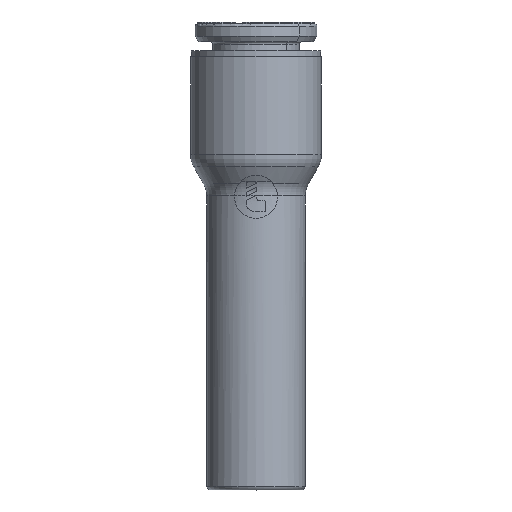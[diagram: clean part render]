
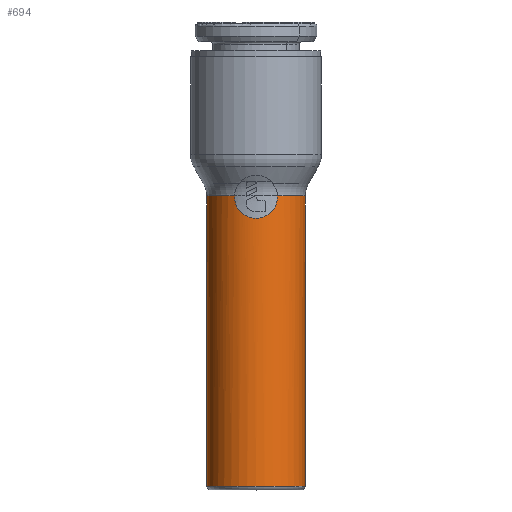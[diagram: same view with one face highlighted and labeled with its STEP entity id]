
A CAD part, top view. The second image highlights one B-rep face of the part: STEP entity #694.
In plain terms, the highlighted cylindrical face has radius 4 mm (diameter 8 mm), a partial arc.
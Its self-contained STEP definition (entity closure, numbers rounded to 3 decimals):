
#694=ADVANCED_FACE('',(#1907),#1908,.T.);
#1907=FACE_OUTER_BOUND('',#4668,.T.);
#1908=CYLINDRICAL_SURFACE('',#4669,4.0);
#4668=EDGE_LOOP('',(#9270,#9271,#9272,#9273,#9274,#9275,#9276));
#4669=AXIS2_PLACEMENT_3D('',#9277,#9278,#9279);
#9270=ORIENTED_EDGE('',*,*,#11314,.T.);
#9271=ORIENTED_EDGE('',*,*,#11305,.F.);
#9272=ORIENTED_EDGE('',*,*,#11408,.T.);
#9273=ORIENTED_EDGE('',*,*,#11409,.T.);
#9274=ORIENTED_EDGE('',*,*,#11410,.F.);
#9275=ORIENTED_EDGE('',*,*,#11411,.F.);
#9276=ORIENTED_EDGE('',*,*,#11407,.T.);
#9277=CARTESIAN_POINT('',(0.0,-37.013,0.0));
#9278=DIRECTION('',(0.0,-1.0,-0.0));
#9279=DIRECTION('',(1.0,0.0,0.0));
#11305=EDGE_CURVE('',#13852,#13854,#13855,.T.);
#11314=EDGE_CURVE('',#13869,#13854,#13870,.T.);
#11407=EDGE_CURVE('',#13903,#13869,#14024,.T.);
#11408=EDGE_CURVE('',#13852,#14025,#14026,.T.);
#11409=EDGE_CURVE('',#14025,#14027,#14028,.T.);
#11410=EDGE_CURVE('',#13859,#14027,#14029,.T.);
#11411=EDGE_CURVE('',#13903,#13859,#14030,.T.);
#13852=VERTEX_POINT('',#18698);
#13854=VERTEX_POINT('',#18700);
#13855=CIRCLE('',#18701,4.0);
#13859=VERTEX_POINT('',#18719);
#13869=VERTEX_POINT('',#18763);
#13870=B_SPLINE_CURVE_WITH_KNOTS('',3,(#18764,#18765,#18766,#18767,#18768,#18769,#18770,#18771,#18772,#18773,#18774,#18775,#18776,#18777,#18778,#18779,#18780,#18781,#18782,#18783,#18784,#18785,#18786,#18787,#18788,#18789,#18790,#18791,#18792),.UNSPECIFIED.,.F.,.F.,(4,1,1,1,1,1,1,1,1,1,1,1,1,1,1,1,1,1,1,1,1,1,1,1,1,1,4),(0.0,0.038,0.077,0.115,0.154,0.192,0.231,0.269,0.308,0.346,0.385,0.423,0.462,0.5,0.538,0.577,0.615,0.654,0.692,0.731,0.769,0.808,0.846,0.885,0.923,0.962,1.0),.UNSPECIFIED.);
#13903=VERTEX_POINT('',#18983);
#14024=B_SPLINE_CURVE_WITH_KNOTS('',3,(#19488,#19489,#19490,#19491,#19492,#19493,#19494,#19495,#19496,#19497,#19498,#19499,#19500,#19501,#19502,#19503,#19504,#19505,#19506,#19507,#19508,#19509,#19510,#19511,#19512,#19513,#19514,#19515,#19516),.UNSPECIFIED.,.F.,.F.,(4,1,1,1,1,1,1,1,1,1,1,1,1,1,1,1,1,1,1,1,1,1,1,1,1,1,4),(0.0,0.038,0.077,0.115,0.154,0.192,0.231,0.269,0.308,0.346,0.385,0.423,0.462,0.5,0.538,0.577,0.615,0.654,0.692,0.731,0.769,0.808,0.846,0.885,0.923,0.962,1.0),.UNSPECIFIED.);
#14025=VERTEX_POINT('',#19517);
#14026=LINE('',#19518,#19519);
#14027=VERTEX_POINT('',#19520);
#14028=CIRCLE('',#19521,4.0);
#14029=LINE('',#19522,#19523);
#14030=CIRCLE('',#19524,4.0);
#18698=CARTESIAN_POINT('',(-4.0,-11.331,0.0));
#18700=CARTESIAN_POINT('',(-1.749,-11.331,3.598));
#18701=AXIS2_PLACEMENT_3D('',#21951,#21952,#21953);
#18719=CARTESIAN_POINT('',(4.0,-11.331,0.0));
#18763=CARTESIAN_POINT('',(0.0,-13.15,4.0));
#18764=CARTESIAN_POINT('',(0.0,-13.15,4.0));
#18765=CARTESIAN_POINT('',(-0.035,-13.15,4.0));
#18766=CARTESIAN_POINT('',(-0.105,-13.148,3.999));
#18767=CARTESIAN_POINT('',(-0.21,-13.138,3.995));
#18768=CARTESIAN_POINT('',(-0.314,-13.123,3.988));
#18769=CARTESIAN_POINT('',(-0.418,-13.101,3.979));
#18770=CARTESIAN_POINT('',(-0.52,-13.072,3.966));
#18771=CARTESIAN_POINT('',(-0.622,-13.037,3.952));
#18772=CARTESIAN_POINT('',(-0.722,-12.995,3.935));
#18773=CARTESIAN_POINT('',(-0.821,-12.947,3.915));
#18774=CARTESIAN_POINT('',(-0.917,-12.892,3.894));
#18775=CARTESIAN_POINT('',(-1.01,-12.831,3.871));
#18776=CARTESIAN_POINT('',(-1.1,-12.763,3.846));
#18777=CARTESIAN_POINT('',(-1.185,-12.689,3.821));
#18778=CARTESIAN_POINT('',(-1.266,-12.61,3.795));
#18779=CARTESIAN_POINT('',(-1.342,-12.526,3.769));
#18780=CARTESIAN_POINT('',(-1.411,-12.437,3.743));
#18781=CARTESIAN_POINT('',(-1.475,-12.344,3.718));
#18782=CARTESIAN_POINT('',(-1.532,-12.248,3.695));
#18783=CARTESIAN_POINT('',(-1.582,-12.15,3.674));
#18784=CARTESIAN_POINT('',(-1.626,-12.05,3.655));
#18785=CARTESIAN_POINT('',(-1.663,-11.949,3.638));
#18786=CARTESIAN_POINT('',(-1.693,-11.847,3.624));
#18787=CARTESIAN_POINT('',(-1.717,-11.744,3.613));
#18788=CARTESIAN_POINT('',(-1.734,-11.641,3.604));
#18789=CARTESIAN_POINT('',(-1.746,-11.538,3.599));
#18790=CARTESIAN_POINT('',(-1.751,-11.434,3.597));
#18791=CARTESIAN_POINT('',(-1.75,-11.365,3.597));
#18792=CARTESIAN_POINT('',(-1.749,-11.331,3.598));
#18983=CARTESIAN_POINT('',(1.749,-11.331,3.598));
#19488=CARTESIAN_POINT('',(1.749,-11.331,3.598));
#19489=CARTESIAN_POINT('',(1.75,-11.365,3.597));
#19490=CARTESIAN_POINT('',(1.751,-11.434,3.597));
#19491=CARTESIAN_POINT('',(1.746,-11.538,3.599));
#19492=CARTESIAN_POINT('',(1.734,-11.641,3.604));
#19493=CARTESIAN_POINT('',(1.717,-11.744,3.613));
#19494=CARTESIAN_POINT('',(1.693,-11.847,3.624));
#19495=CARTESIAN_POINT('',(1.663,-11.949,3.638));
#19496=CARTESIAN_POINT('',(1.626,-12.05,3.655));
#19497=CARTESIAN_POINT('',(1.582,-12.15,3.674));
#19498=CARTESIAN_POINT('',(1.532,-12.248,3.695));
#19499=CARTESIAN_POINT('',(1.475,-12.344,3.718));
#19500=CARTESIAN_POINT('',(1.411,-12.437,3.743));
#19501=CARTESIAN_POINT('',(1.342,-12.526,3.769));
#19502=CARTESIAN_POINT('',(1.266,-12.61,3.795));
#19503=CARTESIAN_POINT('',(1.185,-12.689,3.821));
#19504=CARTESIAN_POINT('',(1.1,-12.763,3.846));
#19505=CARTESIAN_POINT('',(1.01,-12.831,3.871));
#19506=CARTESIAN_POINT('',(0.917,-12.892,3.894));
#19507=CARTESIAN_POINT('',(0.821,-12.947,3.915));
#19508=CARTESIAN_POINT('',(0.722,-12.995,3.935));
#19509=CARTESIAN_POINT('',(0.622,-13.037,3.952));
#19510=CARTESIAN_POINT('',(0.52,-13.072,3.966));
#19511=CARTESIAN_POINT('',(0.418,-13.101,3.979));
#19512=CARTESIAN_POINT('',(0.314,-13.123,3.988));
#19513=CARTESIAN_POINT('',(0.21,-13.138,3.995));
#19514=CARTESIAN_POINT('',(0.105,-13.148,3.999));
#19515=CARTESIAN_POINT('',(0.035,-13.15,4.0));
#19516=CARTESIAN_POINT('',(0.0,-13.15,4.0));
#19517=CARTESIAN_POINT('',(-4.0,-34.95,0.0));
#19518=CARTESIAN_POINT('',(-4.0,-11.331,0.0));
#19519=VECTOR('',#22055,23.619);
#19520=CARTESIAN_POINT('',(4.0,-34.95,0.0));
#19521=AXIS2_PLACEMENT_3D('',#22056,#22057,#22058);
#19522=CARTESIAN_POINT('',(4.0,-11.331,0.0));
#19523=VECTOR('',#22059,23.619);
#19524=AXIS2_PLACEMENT_3D('',#22060,#22061,#22062);
#21951=CARTESIAN_POINT('',(0.0,-11.331,0.0));
#21952=DIRECTION('',(0.0,1.0,0.0));
#21953=DIRECTION('',(-1.0,0.0,0.0));
#22055=DIRECTION('',(0.0,-1.0,0.0));
#22056=CARTESIAN_POINT('',(0.0,-34.95,0.0));
#22057=DIRECTION('',(0.0,1.0,0.0));
#22058=DIRECTION('',(-1.0,0.0,0.0));
#22059=DIRECTION('',(0.0,-1.0,0.0));
#22060=CARTESIAN_POINT('',(0.0,-11.331,0.0));
#22061=DIRECTION('',(-0.0,1.0,0.0));
#22062=DIRECTION('',(0.437,0.0,0.899));
